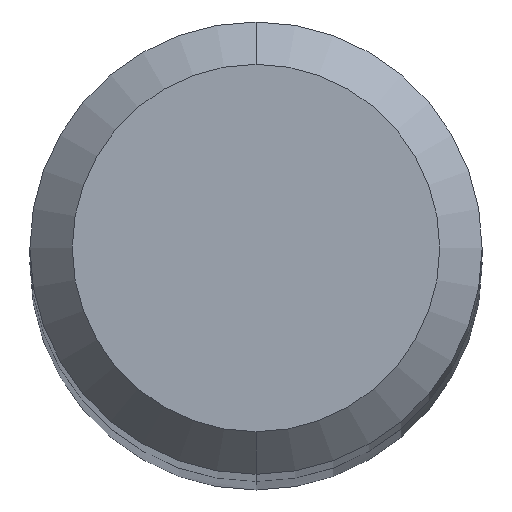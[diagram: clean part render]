
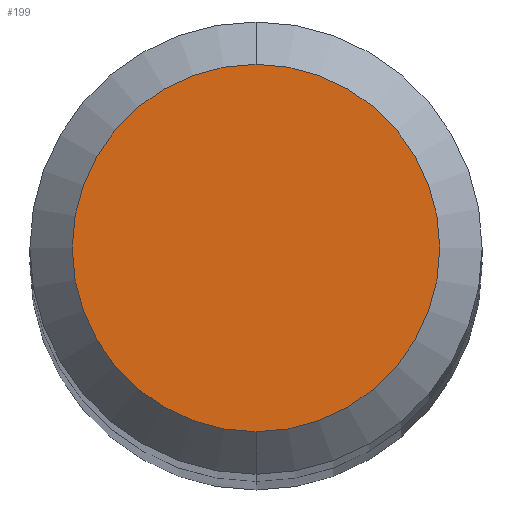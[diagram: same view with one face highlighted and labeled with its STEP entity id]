
A CAD part, top view. The second image highlights one B-rep face of the part: STEP entity #199.
In plain terms, the highlighted planar face has unit normal (0, 0, 1).
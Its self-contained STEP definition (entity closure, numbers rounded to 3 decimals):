
#179=VERTEX_POINT('',#440);
#199=ADVANCED_FACE('',(#462),#463,.T.);
#205=EDGE_CURVE('',#179,#375,#470,.T.);
#365=EDGE_CURVE('',#375,#179,#647,.T.);
#375=VERTEX_POINT('',#657);
#440=CARTESIAN_POINT('',(0.0,1.3,27.0));
#462=FACE_OUTER_BOUND('',#793,.T.);
#463=PLANE('',#794);
#470=CIRCLE('',#802,1.3);
#647=CIRCLE('',#1248,1.3);
#657=CARTESIAN_POINT('',(0.,-1.3,27.0));
#793=EDGE_LOOP('',(#1341,#1342));
#794=AXIS2_PLACEMENT_3D('',#1343,#1344,#1345);
#802=AXIS2_PLACEMENT_3D('',#1353,#1354,#1355);
#1248=AXIS2_PLACEMENT_3D('',#1560,#1561,#1562);
#1341=ORIENTED_EDGE('',*,*,#205,.F.);
#1342=ORIENTED_EDGE('',*,*,#365,.F.);
#1343=CARTESIAN_POINT('',(0.0,0.65,27.0));
#1344=DIRECTION('',(-0.0,0.0,1.0));
#1345=DIRECTION('',(0.0,-1.0,0.0));
#1353=CARTESIAN_POINT('',(0.0,0.0,27.0));
#1354=DIRECTION('',(0.0,0.0,-1.0));
#1355=DIRECTION('',(0.0,1.0,0.0));
#1560=CARTESIAN_POINT('',(0.0,0.0,27.0));
#1561=DIRECTION('',(0.0,0.0,-1.0));
#1562=DIRECTION('',(0.0,1.0,0.0));
